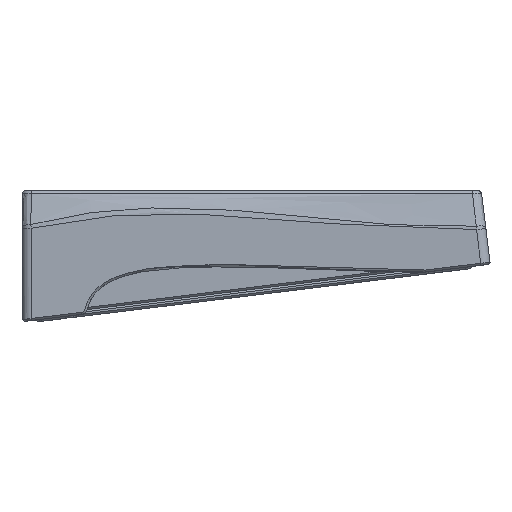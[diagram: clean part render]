
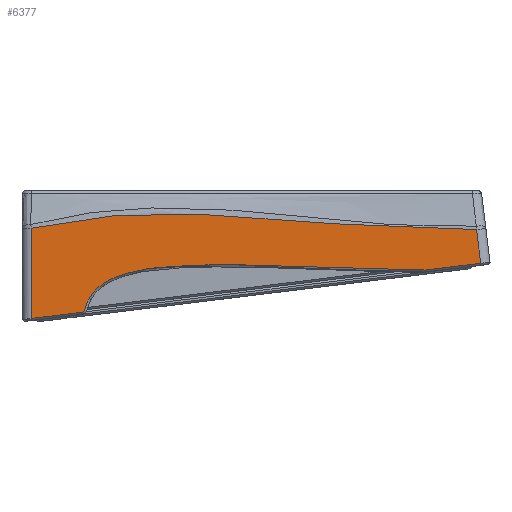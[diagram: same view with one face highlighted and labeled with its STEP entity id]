
A CAD part, left-side view. The second image highlights one B-rep face of the part: STEP entity #6377.
In plain terms, the highlighted planar face has unit normal (-1, 0, 0).
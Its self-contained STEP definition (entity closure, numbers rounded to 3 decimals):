
#84=B_SPLINE_CURVE_WITH_KNOTS('',3,(#10184,#10185,#10186,#10187,#10188,
#10189,#10190,#10191,#10192,#10193),.UNSPECIFIED.,.F.,.F.,(4,2,2,2,4),(0.,
0.063,0.125,0.161,0.198),
 .UNSPECIFIED.);
#86=B_SPLINE_CURVE_WITH_KNOTS('',3,(#10235,#10236,#10237,#10238,#10239,
#10240,#10241,#10242,#10243),.UNSPECIFIED.,.F.,.F.,(4,1,1,1,1,1,4),(-0.623,
-0.537,-0.45,-0.276,-0.189,
-0.102,-0.015),.UNSPECIFIED.);
#136=B_SPLINE_CURVE_WITH_KNOTS('',3,(#12043,#12044,#12045,#12046,#12047,
#12048,#12049,#12050,#12051),.UNSPECIFIED.,.F.,.F.,(4,1,1,1,1,1,4),(-11.249,
-9.281,-8.1,-4.951,-3.376,
-1.014,-0.227),.UNSPECIFIED.);
#354=PLANE('',#6936);
#652=FACE_OUTER_BOUND('',#1039,.T.);
#1039=EDGE_LOOP('',(#5471,#5472,#5473,#5474,#5475,#5476,#5477));
#1441=LINE('',#10131,#2002);
#1445=LINE('',#10249,#2006);
#1585=LINE('',#11990,#2146);
#1586=LINE('',#12052,#2147);
#2002=VECTOR('',#8030,10.);
#2006=VECTOR('',#8036,10.);
#2146=VECTOR('',#8424,10.);
#2147=VECTOR('',#8429,10.);
#2887=VERTEX_POINT('',#10124);
#2890=VERTEX_POINT('',#10129);
#2891=VERTEX_POINT('',#10182);
#2892=VERTEX_POINT('',#10230);
#2894=VERTEX_POINT('',#10247);
#3035=VERTEX_POINT('',#11988);
#3037=VERTEX_POINT('',#12042);
#3629=EDGE_CURVE('',#2890,#2887,#1441,.T.);
#3632=EDGE_CURVE('',#2891,#2890,#84,.T.);
#3634=EDGE_CURVE('',#2892,#2891,#86,.T.);
#3637=EDGE_CURVE('',#2894,#2892,#1445,.T.);
#3875=EDGE_CURVE('',#3035,#2894,#1585,.T.);
#3879=EDGE_CURVE('',#3037,#3035,#136,.T.);
#3880=EDGE_CURVE('',#2887,#3037,#1586,.T.);
#5471=ORIENTED_EDGE('',*,*,#3637,.F.);
#5472=ORIENTED_EDGE('',*,*,#3875,.F.);
#5473=ORIENTED_EDGE('',*,*,#3879,.F.);
#5474=ORIENTED_EDGE('',*,*,#3880,.F.);
#5475=ORIENTED_EDGE('',*,*,#3629,.F.);
#5476=ORIENTED_EDGE('',*,*,#3632,.F.);
#5477=ORIENTED_EDGE('',*,*,#3634,.F.);
#6377=ADVANCED_FACE('',(#652),#354,.T.);
#6936=AXIS2_PLACEMENT_3D('',#12041,#8427,#8428);
#8030=DIRECTION('',(0.,0.993,-0.122));
#8036=DIRECTION('',(0.,0.993,-0.122));
#8424=DIRECTION('',(0.,-0.122,-0.993));
#8427=DIRECTION('center_axis',(-1.,0.,0.));
#8428=DIRECTION('ref_axis',(0.,0.,1.));
#8429=DIRECTION('',(0.,0.,1.));
#10124=CARTESIAN_POINT('',(-5.975,6.675,-19.113));
#10129=CARTESIAN_POINT('',(-5.975,-5.653,-17.599));
#10131=CARTESIAN_POINT('',(-5.975,7.832,-19.255));
#10182=CARTESIAN_POINT('',(-5.975,-6.593,-16.743));
#10184=CARTESIAN_POINT('Ctrl Pts',(-5.975,-6.593,
-16.743));
#10185=CARTESIAN_POINT('Ctrl Pts',(-5.975,-6.562,
-16.883));
#10186=CARTESIAN_POINT('Ctrl Pts',(-5.975,-6.505,
-17.016));
#10187=CARTESIAN_POINT('Ctrl Pts',(-5.975,-6.342,
-17.251));
#10188=CARTESIAN_POINT('Ctrl Pts',(-5.975,-6.238,
-17.352));
#10189=CARTESIAN_POINT('Ctrl Pts',(-5.975,-6.048,
-17.475));
#10190=CARTESIAN_POINT('Ctrl Pts',(-5.975,-5.973,
-17.513));
#10191=CARTESIAN_POINT('Ctrl Pts',(-5.975,-5.817,
-17.57));
#10192=CARTESIAN_POINT('Ctrl Pts',(-5.975,-5.735,
-17.589));
#10193=CARTESIAN_POINT('Ctrl Pts',(-5.975,-5.653,
-17.599));
#10230=CARTESIAN_POINT('',(-5.975,-90.55,-7.175));
#10235=CARTESIAN_POINT('Ctrl Pts',(-5.975,-90.55,
-7.175));
#10236=CARTESIAN_POINT('Ctrl Pts',(-5.975,-85.21,
-7.202));
#10237=CARTESIAN_POINT('Ctrl Pts',(-5.975,-74.168,
-6.969));
#10238=CARTESIAN_POINT('Ctrl Pts',(-5.975,-51.766,
-5.95));
#10239=CARTESIAN_POINT('Ctrl Pts',(-5.975,-31.18,
-5.34));
#10240=CARTESIAN_POINT('Ctrl Pts',(-5.975,-16.68,
-7.526));
#10241=CARTESIAN_POINT('Ctrl Pts',(-5.975,-9.376,
-10.939));
#10242=CARTESIAN_POINT('Ctrl Pts',(-5.975,-7.061,
-14.607));
#10243=CARTESIAN_POINT('Ctrl Pts',(-5.975,-6.593,
-16.743));
#10247=CARTESIAN_POINT('',(-5.975,-104.119,-5.509));
#10249=CARTESIAN_POINT('',(-5.975,7.832,-19.255));
#11988=CARTESIAN_POINT('',(-5.975,-103.099,2.802));
#11990=CARTESIAN_POINT('',(-5.975,-102.976,3.796));
#12041=CARTESIAN_POINT('Origin',(-5.975,8.975,0.));
#12042=CARTESIAN_POINT('',(-5.975,6.675,3.141));
#12043=CARTESIAN_POINT('Ctrl Pts',(-5.975,6.675,3.141));
#12044=CARTESIAN_POINT('Ctrl Pts',(-5.975,0.294,
4.696));
#12045=CARTESIAN_POINT('Ctrl Pts',(-5.975,-10.123,6.163));
#12046=CARTESIAN_POINT('Ctrl Pts',(-5.975,-31.112,
7.087));
#12047=CARTESIAN_POINT('Ctrl Pts',(-5.975,-50.799,
5.876));
#12048=CARTESIAN_POINT('Ctrl Pts',(-5.975,-74.264,
3.643));
#12049=CARTESIAN_POINT('Ctrl Pts',(-5.975,-89.963,
2.462));
#12050=CARTESIAN_POINT('Ctrl Pts',(-5.975,-100.482,
2.642));
#12051=CARTESIAN_POINT('Ctrl Pts',(-5.975,-103.099,
2.802));
#12052=CARTESIAN_POINT('',(-5.975,6.675,0.));
